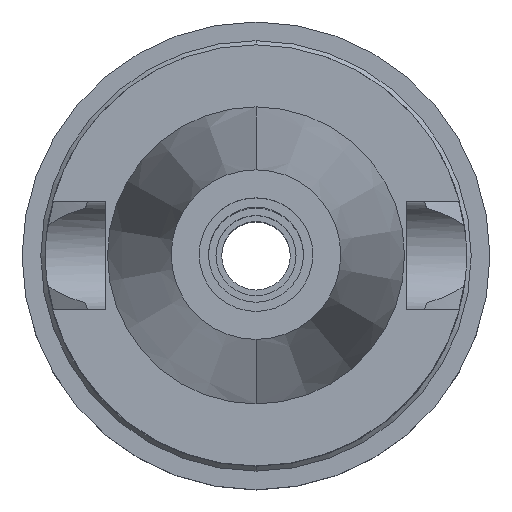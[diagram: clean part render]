
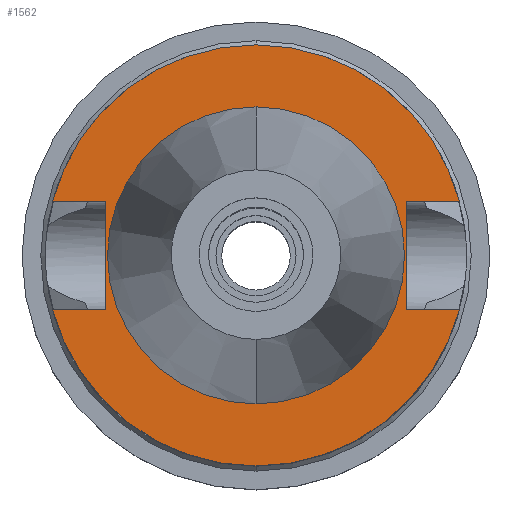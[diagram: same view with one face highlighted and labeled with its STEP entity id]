
A CAD part, top view. The second image highlights one B-rep face of the part: STEP entity #1562.
In plain terms, the highlighted planar face has unit normal (0, 0, 1).
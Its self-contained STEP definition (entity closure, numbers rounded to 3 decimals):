
#94=DIRECTION('',(0.,1.,0.));
#95=VECTOR('',#94,16.1);
#96=CARTESIAN_POINT('',(-22.5,-8.05,-1.));
#97=LINE('',#96,#95);
#101=DIRECTION('',(-1.,0.,0.));
#102=VECTOR('',#101,7.954);
#103=CARTESIAN_POINT('',(-22.5,8.05,-1.));
#104=LINE('',#103,#102);
#108=CARTESIAN_POINT('',(0.,0.,-1.));
#109=DIRECTION('',(0.,0.,-1.));
#110=DIRECTION('',(-0.967,0.256,0.));
#111=AXIS2_PLACEMENT_3D('',#108,#109,#110);
#116=CARTESIAN_POINT('',(0.,0.,-1.));
#117=DIRECTION('',(0.,0.,-1.));
#118=DIRECTION('',(0.,1.,0.));
#119=AXIS2_PLACEMENT_3D('',#116,#117,#118);
#124=DIRECTION('',(0.,-1.,0.));
#125=VECTOR('',#124,16.1);
#126=CARTESIAN_POINT('',(22.5,8.05,-1.));
#127=LINE('',#126,#125);
#131=DIRECTION('',(1.,0.,0.));
#132=VECTOR('',#131,7.954);
#133=CARTESIAN_POINT('',(22.5,-8.05,-1.));
#134=LINE('',#133,#132);
#138=CARTESIAN_POINT('',(0.,0.,-1.));
#139=DIRECTION('',(0.,0.,-1.));
#140=DIRECTION('',(0.967,-0.256,0.));
#141=AXIS2_PLACEMENT_3D('',#138,#139,#140);
#146=CARTESIAN_POINT('',(0.,0.,-1.));
#147=DIRECTION('',(0.,0.,-1.));
#148=DIRECTION('',(0.,-1.,0.));
#149=AXIS2_PLACEMENT_3D('',#146,#147,#148);
#154=CARTESIAN_POINT('',(0.,0.,-1.));
#155=DIRECTION('',(0.,0.,1.));
#156=DIRECTION('',(0.,-1.,0.));
#157=AXIS2_PLACEMENT_3D('',#154,#155,#156);
#162=CARTESIAN_POINT('',(0.,0.,-1.));
#163=DIRECTION('',(0.,0.,1.));
#164=DIRECTION('',(0.,1.,0.));
#165=AXIS2_PLACEMENT_3D('',#162,#163,#164);
#200=DIRECTION('',(-1.,0.,0.));
#201=VECTOR('',#200,7.954);
#202=CARTESIAN_POINT('',(-22.5,-8.05,-1.));
#203=LINE('',#202,#201);
#337=DIRECTION('',(1.,0.,0.));
#338=VECTOR('',#337,7.954);
#339=CARTESIAN_POINT('',(22.5,8.05,-1.));
#340=LINE('',#339,#338);
#1403=CARTESIAN_POINT('',(-22.5,-8.05,-1.));
#1404=VERTEX_POINT('',#1403);
#1405=CARTESIAN_POINT('',(-30.454,-8.05,-1.));
#1406=VERTEX_POINT('',#1405);
#1409=CARTESIAN_POINT('',(-22.5,8.05,-1.));
#1410=VERTEX_POINT('',#1409);
#1411=CARTESIAN_POINT('',(-30.454,8.05,-1.));
#1412=VERTEX_POINT('',#1411);
#1413=CARTESIAN_POINT('',(0.,31.5,-1.));
#1414=CARTESIAN_POINT('',(30.454,8.05,-1.));
#1415=VERTEX_POINT('',#1413);
#1416=VERTEX_POINT('',#1414);
#1417=CARTESIAN_POINT('',(22.5,8.05,-1.));
#1418=VERTEX_POINT('',#1417);
#1419=CARTESIAN_POINT('',(22.5,-8.05,-1.));
#1420=VERTEX_POINT('',#1419);
#1421=CARTESIAN_POINT('',(30.454,-8.05,-1.));
#1422=VERTEX_POINT('',#1421);
#1423=CARTESIAN_POINT('',(0.,-31.5,-1.));
#1424=VERTEX_POINT('',#1423);
#1425=CARTESIAN_POINT('',(0.,-22.225,-1.));
#1426=CARTESIAN_POINT('',(0.,22.225,-1.));
#1427=VERTEX_POINT('',#1425);
#1428=VERTEX_POINT('',#1426);
#1531=CARTESIAN_POINT('',(0.,0.,-1.));
#1532=DIRECTION('',(0.,0.,-1.));
#1533=DIRECTION('',(0.,-1.,0.));
#1534=AXIS2_PLACEMENT_3D('',#1531,#1532,#1533);
#1535=PLANE('',#1534);
#1537=ORIENTED_EDGE('',*,*,#1536,.T.);
#1539=ORIENTED_EDGE('',*,*,#1538,.T.);
#1541=ORIENTED_EDGE('',*,*,#1540,.T.);
#1543=ORIENTED_EDGE('',*,*,#1542,.T.);
#1545=ORIENTED_EDGE('',*,*,#1544,.F.);
#1547=ORIENTED_EDGE('',*,*,#1546,.T.);
#1549=ORIENTED_EDGE('',*,*,#1548,.T.);
#1551=ORIENTED_EDGE('',*,*,#1550,.T.);
#1553=ORIENTED_EDGE('',*,*,#1552,.T.);
#1555=ORIENTED_EDGE('',*,*,#1554,.F.);
#1556=EDGE_LOOP('',(#1537,#1539,#1541,#1543,#1545,#1547,#1549,#1551,#1553,
#1555));
#1557=FACE_OUTER_BOUND('',#1556,.F.);
#1558=ORIENTED_EDGE('',*,*,#1510,.T.);
#1559=ORIENTED_EDGE('',*,*,#1526,.T.);
#1560=EDGE_LOOP('',(#1558,#1559));
#1561=FACE_BOUND('',#1560,.F.);
#112=CIRCLE('',#111,31.5);
#120=CIRCLE('',#119,31.5);
#142=CIRCLE('',#141,31.5);
#150=CIRCLE('',#149,31.5);
#158=CIRCLE('',#157,22.225);
#166=CIRCLE('',#165,22.225);
#1510=EDGE_CURVE('',#1427,#1428,#158,.T.);
#1526=EDGE_CURVE('',#1428,#1427,#166,.T.);
#1536=EDGE_CURVE('',#1404,#1410,#97,.T.);
#1538=EDGE_CURVE('',#1410,#1412,#104,.T.);
#1540=EDGE_CURVE('',#1412,#1415,#112,.T.);
#1542=EDGE_CURVE('',#1415,#1416,#120,.T.);
#1544=EDGE_CURVE('',#1418,#1416,#340,.T.);
#1546=EDGE_CURVE('',#1418,#1420,#127,.T.);
#1548=EDGE_CURVE('',#1420,#1422,#134,.T.);
#1550=EDGE_CURVE('',#1422,#1424,#142,.T.);
#1552=EDGE_CURVE('',#1424,#1406,#150,.T.);
#1554=EDGE_CURVE('',#1404,#1406,#203,.T.);
#1562=ADVANCED_FACE('',(#1557,#1561),#1535,.F.);
